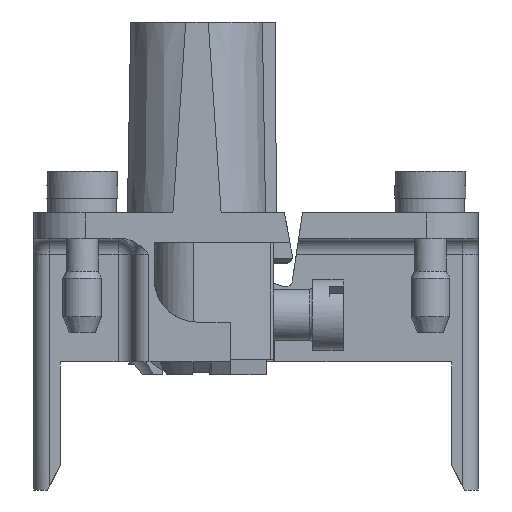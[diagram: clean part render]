
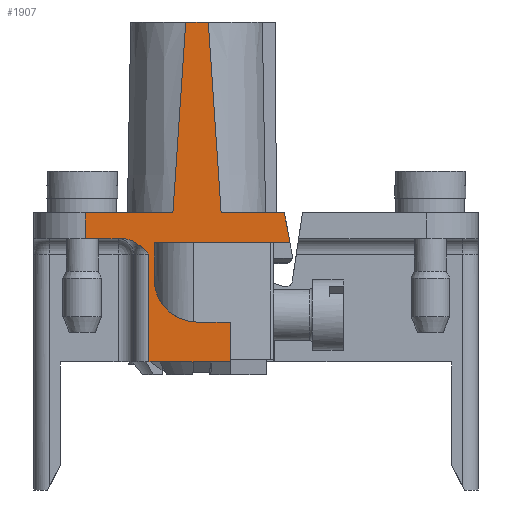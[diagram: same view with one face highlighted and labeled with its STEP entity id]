
A CAD part, left-side view. The second image highlights one B-rep face of the part: STEP entity #1907.
In plain terms, the highlighted planar face has unit normal (-1, 0, 0).
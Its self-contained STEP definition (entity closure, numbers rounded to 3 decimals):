
#1907=ADVANCED_FACE('',(#3171),#2627,.F.);
#2627=PLANE('',#15849);
#3171=FACE_OUTER_BOUND('',#3833,.T.);
#3833=EDGE_LOOP('',(#5156,#5157,#5158,#5159,#5160,#5161,#5162,#5163,#5164,
#5165,#5166,#5167,#5168,#5169,#5170,#5171,#5172,#5173,#5174));
#5156=ORIENTED_EDGE('',*,*,#10113,.T.);
#5157=ORIENTED_EDGE('',*,*,#10114,.T.);
#5158=ORIENTED_EDGE('',*,*,#10046,.T.);
#5159=ORIENTED_EDGE('',*,*,#10106,.F.);
#5160=ORIENTED_EDGE('',*,*,#10036,.F.);
#5161=ORIENTED_EDGE('',*,*,#10033,.T.);
#5162=ORIENTED_EDGE('',*,*,#10115,.F.);
#5163=ORIENTED_EDGE('',*,*,#10116,.T.);
#5164=ORIENTED_EDGE('',*,*,#10117,.T.);
#5165=ORIENTED_EDGE('',*,*,#10118,.T.);
#5166=ORIENTED_EDGE('',*,*,#9796,.T.);
#5167=ORIENTED_EDGE('',*,*,#10119,.T.);
#5168=ORIENTED_EDGE('',*,*,#10120,.F.);
#5169=ORIENTED_EDGE('',*,*,#10121,.F.);
#5170=ORIENTED_EDGE('',*,*,#10122,.T.);
#5171=ORIENTED_EDGE('',*,*,#10123,.F.);
#5172=ORIENTED_EDGE('',*,*,#10124,.F.);
#5173=ORIENTED_EDGE('',*,*,#10125,.T.);
#5174=ORIENTED_EDGE('',*,*,#10126,.T.);
#8510=VERTEX_POINT('',#20418);
#8511=VERTEX_POINT('',#20420);
#8698=VERTEX_POINT('',#21244);
#8703=VERTEX_POINT('',#21253);
#8706=VERTEX_POINT('',#21261);
#8713=VERTEX_POINT('',#21298);
#8714=VERTEX_POINT('',#21300);
#8766=VERTEX_POINT('',#21587);
#8767=VERTEX_POINT('',#21588);
#8768=VERTEX_POINT('',#21591);
#8769=VERTEX_POINT('',#21593);
#8770=VERTEX_POINT('',#21595);
#8771=VERTEX_POINT('',#21598);
#8772=VERTEX_POINT('',#21600);
#8773=VERTEX_POINT('',#21607);
#8774=VERTEX_POINT('',#21609);
#8775=VERTEX_POINT('',#21616);
#8776=VERTEX_POINT('',#21618);
#8777=VERTEX_POINT('',#21620);
#9796=EDGE_CURVE('',#8511,#8510,#12578,.T.);
#10033=EDGE_CURVE('',#8698,#8703,#12778,.T.);
#10036=EDGE_CURVE('',#8698,#8706,#12781,.T.);
#10046=EDGE_CURVE('',#8714,#8713,#12789,.T.);
#10106=EDGE_CURVE('',#8706,#8713,#11607,.T.);
#10113=EDGE_CURVE('',#8766,#8767,#11608,.T.);
#10114=EDGE_CURVE('',#8767,#8714,#12840,.T.);
#10115=EDGE_CURVE('',#8768,#8703,#12841,.T.);
#10116=EDGE_CURVE('',#8768,#8769,#12842,.T.);
#10117=EDGE_CURVE('',#8769,#8770,#11969,.T.);
#10118=EDGE_CURVE('',#8770,#8511,#12843,.T.);
#10119=EDGE_CURVE('',#8510,#8771,#12844,.T.);
#10120=EDGE_CURVE('',#8772,#8771,#12845,.T.);
#10121=EDGE_CURVE('',#8773,#8772,#11609,.T.);
#10122=EDGE_CURVE('',#8773,#8774,#12846,.T.);
#10123=EDGE_CURVE('',#8775,#8774,#11610,.T.);
#10124=EDGE_CURVE('',#8776,#8775,#12847,.T.);
#10125=EDGE_CURVE('',#8776,#8777,#12848,.T.);
#10126=EDGE_CURVE('',#8777,#8766,#12849,.T.);
#11607=B_SPLINE_CURVE_WITH_KNOTS('',3,(#21514,#21515,#21516,#21517),
 .UNSPECIFIED.,.F.,.F.,(4,4),(0.,1.),.UNSPECIFIED.);
#11608=B_SPLINE_CURVE_WITH_KNOTS('',3,(#21581,#21582,#21583,#21584,#21585,
#21586),.UNSPECIFIED.,.F.,.F.,(4,2,4),(0.,0.5,1.),.UNSPECIFIED.);
#11609=B_SPLINE_CURVE_WITH_KNOTS('',3,(#21601,#21602,#21603,#21604,#21605,
#21606),.UNSPECIFIED.,.F.,.F.,(4,2,4),(0.,0.5,1.),.UNSPECIFIED.);
#11610=B_SPLINE_CURVE_WITH_KNOTS('',3,(#21610,#21611,#21612,#21613,#21614,
#21615),.UNSPECIFIED.,.F.,.F.,(4,2,4),(0.,0.5,1.),.UNSPECIFIED.);
#11969=CIRCLE('',#15848,3.3);
#12578=LINE('',#20419,#13986);
#12778=LINE('',#21254,#14186);
#12781=LINE('',#21260,#14189);
#12789=LINE('',#21299,#14197);
#12840=LINE('',#21589,#14248);
#12841=LINE('',#21590,#14249);
#12842=LINE('',#21592,#14250);
#12843=LINE('',#21596,#14251);
#12844=LINE('',#21597,#14252);
#12845=LINE('',#21599,#14253);
#12846=LINE('',#21608,#14254);
#12847=LINE('',#21617,#14255);
#12848=LINE('',#21619,#14256);
#12849=LINE('',#21621,#14257);
#13986=VECTOR('',#16926,1.);
#14186=VECTOR('',#17254,1.);
#14189=VECTOR('',#17259,1.);
#14197=VECTOR('',#17271,1.);
#14248=VECTOR('',#17356,1.);
#14249=VECTOR('',#17357,1.);
#14250=VECTOR('',#17358,1.);
#14251=VECTOR('',#17361,1.);
#14252=VECTOR('',#17362,1.);
#14253=VECTOR('',#17363,1.);
#14254=VECTOR('',#17364,1.);
#14255=VECTOR('',#17365,1.);
#14256=VECTOR('',#17366,1.);
#14257=VECTOR('',#17367,1.);
#15848=AXIS2_PLACEMENT_3D('',#21594,#17359,#17360);
#15849=AXIS2_PLACEMENT_3D('',#21622,#17368,#17369);
#16926=DIRECTION('',(0.,-1.,0.));
#17254=DIRECTION('',(0.,-1.,0.));
#17259=DIRECTION('',(0.,0.,-1.));
#17271=DIRECTION('',(0.,-1.,0.));
#17356=DIRECTION('',(0.,0.,-1.));
#17357=DIRECTION('',(0.,0.,-1.));
#17358=DIRECTION('',(0.,1.,0.));
#17359=DIRECTION('',(1.,0.,0.));
#17360=DIRECTION('',(0.,1.,0.));
#17361=DIRECTION('',(0.,0.,1.));
#17362=DIRECTION('',(0.,0.182,0.983));
#17363=DIRECTION('',(0.,-1.,0.));
#17364=DIRECTION('',(0.,1.,0.));
#17365=DIRECTION('',(0.,-1.,0.));
#17366=DIRECTION('',(0.,0.,-1.));
#17367=DIRECTION('',(0.,-1.,0.));
#17368=DIRECTION('',(1.,0.,0.));
#17369=DIRECTION('',(0.,1.,0.));
#20418=CARTESIAN_POINT('',(-55.575,-2.609,-0.32));
#20419=CARTESIAN_POINT('',(-55.575,2.025,-0.32));
#20420=CARTESIAN_POINT('',(-55.575,7.925,-0.32));
#21244=CARTESIAN_POINT('',(-55.575,4.859,-9.57));
#21253=CARTESIAN_POINT('',(-55.575,2.025,-9.57));
#21254=CARTESIAN_POINT('',(-55.575,8.325,-9.57));
#21260=CARTESIAN_POINT('',(-55.575,4.859,2.));
#21261=CARTESIAN_POINT('',(-55.575,4.859,-9.593));
#21298=CARTESIAN_POINT('',(-55.575,5.023,-9.57));
#21299=CARTESIAN_POINT('',(-55.575,8.325,-9.57));
#21300=CARTESIAN_POINT('',(-55.575,8.325,-9.57));
#21514=CARTESIAN_POINT('',(-55.575,4.859,-9.593));
#21515=CARTESIAN_POINT('',(-55.575,4.913,-9.586));
#21516=CARTESIAN_POINT('',(-55.575,4.968,-9.579));
#21517=CARTESIAN_POINT('',(-55.575,5.023,-9.57));
#21581=CARTESIAN_POINT('',(-55.575,10.403,0.));
#21582=CARTESIAN_POINT('',(-55.575,9.987,0.));
#21583=CARTESIAN_POINT('',(-55.575,9.594,-0.161));
#21584=CARTESIAN_POINT('',(-55.575,8.911,-0.615));
#21585=CARTESIAN_POINT('',(-55.575,8.615,-0.91));
#21586=CARTESIAN_POINT('',(-55.575,8.325,-1.2));
#21587=CARTESIAN_POINT('',(-55.575,10.403,0.));
#21588=CARTESIAN_POINT('',(-55.575,8.325,-1.2));
#21589=CARTESIAN_POINT('',(-55.575,8.325,0.));
#21590=CARTESIAN_POINT('',(-55.575,2.025,0.));
#21591=CARTESIAN_POINT('',(-55.575,2.025,-6.47));
#21592=CARTESIAN_POINT('',(-55.575,2.025,-6.47));
#21593=CARTESIAN_POINT('',(-55.575,4.625,-6.47));
#21594=CARTESIAN_POINT('',(-55.575,4.625,-3.17));
#21595=CARTESIAN_POINT('',(-55.575,7.925,-3.17));
#21596=CARTESIAN_POINT('',(-55.575,7.925,2.));
#21597=CARTESIAN_POINT('',(-55.575,-2.04,2.753));
#21598=CARTESIAN_POINT('',(-55.575,-2.179,2.));
#21599=CARTESIAN_POINT('',(-55.575,13.25,2.));
#21600=CARTESIAN_POINT('',(-55.575,2.731,2.));
#21601=CARTESIAN_POINT('',(-55.575,3.724,16.8));
#21602=CARTESIAN_POINT('',(-55.575,3.472,14.341));
#21603=CARTESIAN_POINT('',(-55.575,3.303,11.873));
#21604=CARTESIAN_POINT('',(-55.575,2.99,6.938));
#21605=CARTESIAN_POINT('',(-55.575,2.855,4.469));
#21606=CARTESIAN_POINT('',(-55.575,2.731,2.));
#21607=CARTESIAN_POINT('',(-55.575,3.724,16.8));
#21608=CARTESIAN_POINT('',(-55.575,8.1,16.8));
#21609=CARTESIAN_POINT('',(-55.575,5.476,16.8));
#21610=CARTESIAN_POINT('',(-55.575,6.469,2.));
#21611=CARTESIAN_POINT('',(-55.575,6.345,4.469));
#21612=CARTESIAN_POINT('',(-55.575,6.21,6.938));
#21613=CARTESIAN_POINT('',(-55.575,5.897,11.873));
#21614=CARTESIAN_POINT('',(-55.575,5.728,14.341));
#21615=CARTESIAN_POINT('',(-55.575,5.476,16.8));
#21616=CARTESIAN_POINT('',(-55.575,6.469,2.));
#21617=CARTESIAN_POINT('',(-55.575,13.25,2.));
#21618=CARTESIAN_POINT('',(-55.575,13.25,2.));
#21619=CARTESIAN_POINT('',(-55.575,13.25,2.));
#21620=CARTESIAN_POINT('',(-55.575,13.25,0.));
#21621=CARTESIAN_POINT('',(-55.575,2.025,0.));
#21622=CARTESIAN_POINT('',(-55.575,2.025,2.));
